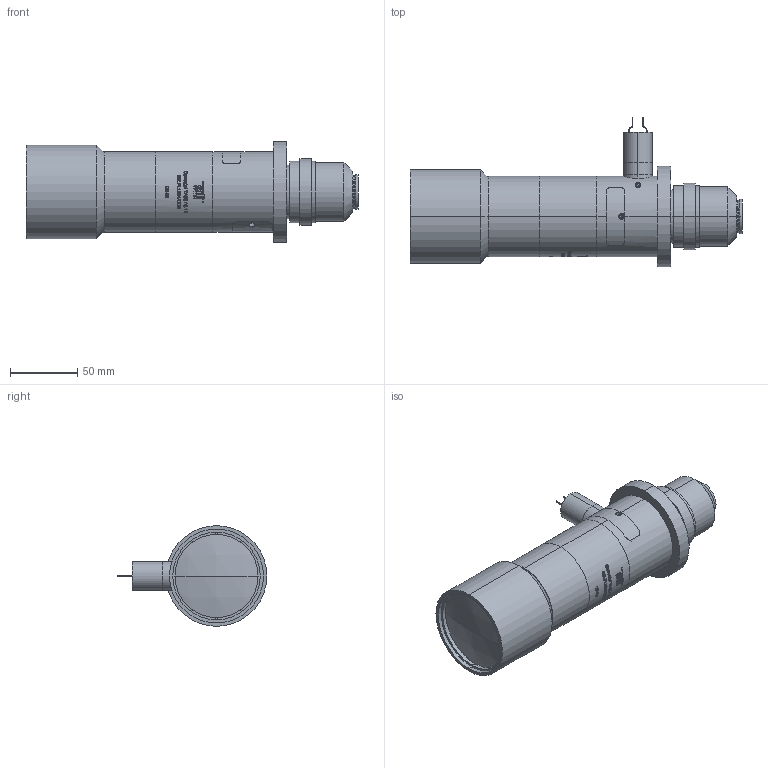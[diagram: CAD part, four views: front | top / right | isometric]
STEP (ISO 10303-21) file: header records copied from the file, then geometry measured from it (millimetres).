
FILE_DESCRIPTION (( 'STEP AP203' ), '1' );
FILE_NAME ('S5LPL1252_LED_01.STEP', '2022-03-03T12:37:04', ( '' ), ( '' ), 'SwSTEP 2.0', 'SolidWorks 2021', '' );
FILE_SCHEMA (( 'CONFIG_CONTROL_DESIGN' ));
Length unit declared in the file: millimetre
Products named in the file (38): DIN 912 M2 x 10 --- 10N_DIN 912 M2 x 10 --- 10N; 522301; 518001; 522203; DIN 914 - M3 x 4-N_DIN 914 - M3 x 4-N; 282101; S5ELE1365; O-Ring 15x1; 134317; S5MEC0010; 100007; 134316; DIN 912 M2 x 4 --- 4N_DIN 912 M2 x 4 --- 4N; 100006; S5FIL0201; 198515; 134318; 116009_S5LPL1252-LED; 518003; 282111; 134301; Anschlußkabel 300 mm^134301; 134330; 518002; 134319; 097108; S5LDX1024; 282107; S5LED0011; S0DIF1363; 291610; 518004; S5LAO1204__078; 282106; 110211; 053710; S5LMP4551_078; S5LPL1252_LED_01
Assembly tree (39 placements, depth 4):
  S5LPL1252_LED_01
    S5LAO1204__078
      S5LDX1024
    100006
    100007
    198515
    116009_S5LPL1252-LED
    291610
    097108
    110211
    522301
      134301
        134317
        134319
        134330
        S5ELE1365
        S5LED0011
        Anschlußkabel 300 mm^134301  x2
      134316
      134318
      053710
      S5FIL0201
      S0DIF1363
      522203
    282101
      S5LMP4551_078
      282106
      282107
      282111
      S5MEC0010
    518001
      518002
      518003
      518004
      O-Ring 15x1
      DIN 912 M2 x 10 --- 10N_DIN 912 M2 x 10 --- 10N
      DIN 912 M2 x 4 --- 4N_DIN 912 M2 x 4 --- 4N  x2
      DIN 914 - M3 x 4-N_DIN 914 - M3 x 4-N
Bounding box: 247.49 x 111.53 x 75 mm (x, y, z)
Volume: 311227.4 mm3; surface area: 164312.6 mm2
Topology: 34 solids, 34 shells, 1487 faces, 3609 edges, 2299 vertices
Faces by surface type: plane 463, cylinder 419, bspline 344, cone 134, torus 118, sphere 9
Entity records: 83198 total; most frequent: CARTESIAN_POINT 47193, ORIENTED_EDGE 7006, DIRECTION 5920, EDGE_CURVE 3503, AXIS2_PLACEMENT_3D 2412, VERTEX_POINT 2245, EDGE_LOOP 1638, FACE_OUTER_BOUND 1448
